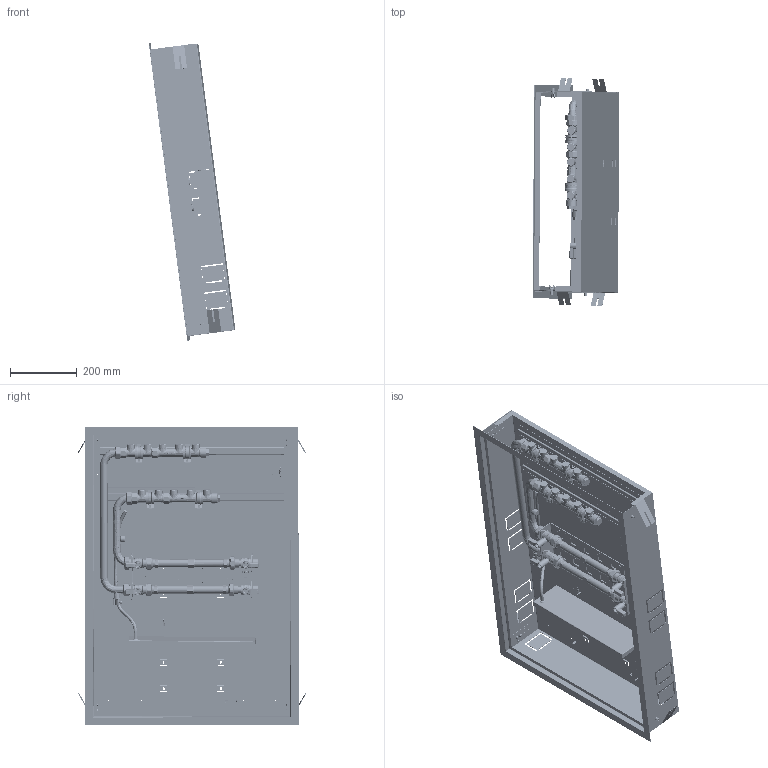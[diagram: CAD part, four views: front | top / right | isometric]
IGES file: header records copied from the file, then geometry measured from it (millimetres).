
Start section: START RECORD GO HERE.
Global section: file name: IGES_70009E_-_TST.igs; native system: DASSAULT SYSTEMES CATIA Version 5-6 Release 2019 - www.3ds.com; preprocessor: V5-6R2019_5.29.3.0.06-20-2019.20.00; author: advantage; organization: CALEFFI; date: 20220131.140806; units: millimetre
Bounding box: 259.98 x 683.19 x 895.98 mm (x, y, z)
Surface area: 2701976.1 mm2 (no closed solid volume)
Topology: 0 solids, 0 shells, 11068 faces, 52186 edges, 51586 vertices
Faces by surface type: bspline 5159, revolution 3917, plane 1986, extrusion 6
